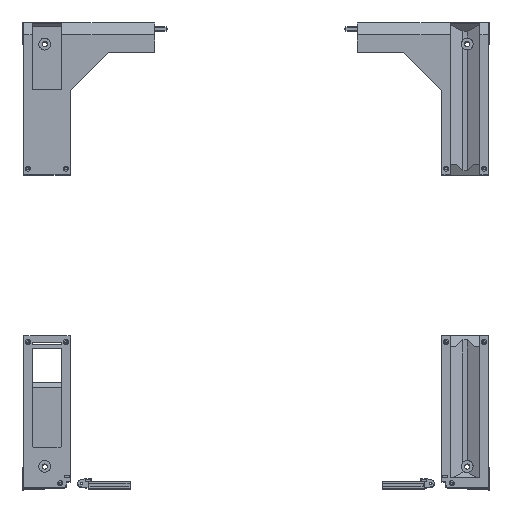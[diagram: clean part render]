
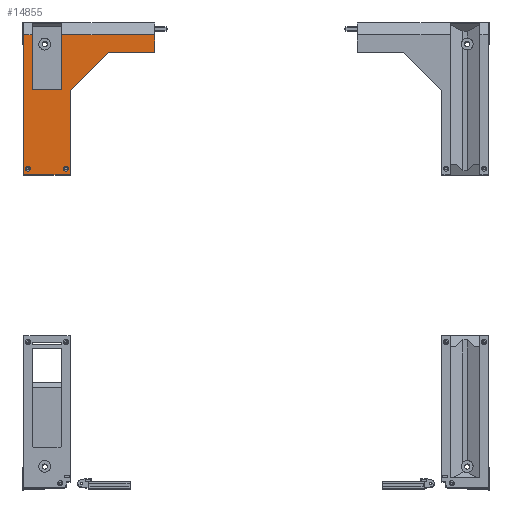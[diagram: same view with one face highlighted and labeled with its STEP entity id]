
A CAD part, top view. The second image highlights one B-rep face of the part: STEP entity #14855.
In plain terms, the highlighted planar face has unit normal (0, 0, 1).
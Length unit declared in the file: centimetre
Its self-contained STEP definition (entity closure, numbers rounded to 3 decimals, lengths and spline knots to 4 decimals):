
#294=FACE_BOUND($,#1999,.T.);
#295=FACE_BOUND($,#2000,.T.);
#508=CIRCLE($,#15800,0.3);
#509=CIRCLE($,#15801,0.3);
#1074=FACE_OUTER_BOUND($,#1998,.T.);
#1998=EDGE_LOOP($,(#12310,#12311,#12312,#12313,#12314,#12315,#12316,#12317,
#12318,#12319,#12320));
#1999=EDGE_LOOP($,(#12321));
#2000=EDGE_LOOP($,(#12322));
#3600=LINE($,#22826,#5445);
#3601=LINE($,#22828,#5446);
#3602=LINE($,#22830,#5447);
#3603=LINE($,#22832,#5448);
#3604=LINE($,#22834,#5449);
#3605=LINE($,#22836,#5450);
#3606=LINE($,#22838,#5451);
#3607=LINE($,#22840,#5452);
#3608=LINE($,#22842,#5453);
#3609=LINE($,#22844,#5454);
#3610=LINE($,#22845,#5455);
#5445=VECTOR($,#18682,5.5);
#5446=VECTOR($,#18683,10.);
#5447=VECTOR($,#18684,6.364);
#5448=VECTOR($,#18685,5.5);
#5449=VECTOR($,#18686,2.1);
#5450=VECTOR($,#18687,11.);
#5451=VECTOR($,#18688,6.5241);
#5452=VECTOR($,#18689,3.5);
#5453=VECTOR($,#18690,6.5241);
#5454=VECTOR($,#18691,1.);
#5455=VECTOR($,#18692,16.6);
#7014=VERTEX_POINT($,#22824);
#7015=VERTEX_POINT($,#22825);
#7016=VERTEX_POINT($,#22827);
#7017=VERTEX_POINT($,#22829);
#7018=VERTEX_POINT($,#22831);
#7019=VERTEX_POINT($,#22833);
#7020=VERTEX_POINT($,#22835);
#7021=VERTEX_POINT($,#22837);
#7022=VERTEX_POINT($,#22839);
#7023=VERTEX_POINT($,#22841);
#7024=VERTEX_POINT($,#22843);
#7025=VERTEX_POINT($,#22846);
#7026=VERTEX_POINT($,#22848);
#8867=EDGE_CURVE($,#7014,#7015,#3600,.T.);
#8868=EDGE_CURVE($,#7014,#7016,#3601,.T.);
#8869=EDGE_CURVE($,#7016,#7017,#3602,.T.);
#8870=EDGE_CURVE($,#7018,#7017,#3603,.T.);
#8871=EDGE_CURVE($,#7019,#7018,#3604,.T.);
#8872=EDGE_CURVE($,#7019,#7020,#3605,.T.);
#8873=EDGE_CURVE($,#7021,#7020,#3606,.T.);
#8874=EDGE_CURVE($,#7022,#7021,#3607,.T.);
#8875=EDGE_CURVE($,#7022,#7023,#3608,.T.);
#8876=EDGE_CURVE($,#7023,#7024,#3609,.T.);
#8877=EDGE_CURVE($,#7015,#7024,#3610,.T.);
#8878=EDGE_CURVE($,#7025,#7025,#508,.T.);
#8879=EDGE_CURVE($,#7026,#7026,#509,.T.);
#12310=ORIENTED_EDGE($,*,*,#8867,.F.);
#12311=ORIENTED_EDGE($,*,*,#8868,.T.);
#12312=ORIENTED_EDGE($,*,*,#8869,.T.);
#12313=ORIENTED_EDGE($,*,*,#8870,.F.);
#12314=ORIENTED_EDGE($,*,*,#8871,.F.);
#12315=ORIENTED_EDGE($,*,*,#8872,.T.);
#12316=ORIENTED_EDGE($,*,*,#8873,.F.);
#12317=ORIENTED_EDGE($,*,*,#8874,.F.);
#12318=ORIENTED_EDGE($,*,*,#8875,.T.);
#12319=ORIENTED_EDGE($,*,*,#8876,.T.);
#12320=ORIENTED_EDGE($,*,*,#8877,.F.);
#12321=ORIENTED_EDGE($,*,*,#8878,.F.);
#12322=ORIENTED_EDGE($,*,*,#8879,.F.);
#14124=PLANE($,#15799);
#14855=ADVANCED_FACE($,(#1074,#294,#295),#14124,.F.);
#15799=AXIS2_PLACEMENT_3D($,#22823,#18680,#18681);
#15800=AXIS2_PLACEMENT_3D($,#22847,#18693,#18694);
#15801=AXIS2_PLACEMENT_3D($,#22849,#18695,#18696);
#18680=DIRECTION('center_axis',(0.,0.,-1.));
#18681=DIRECTION('ref_axis',(-1.,0.,0.));
#18682=DIRECTION($,(-1.,0.,0.));
#18683=DIRECTION($,(0.,1.,0.));
#18684=DIRECTION($,(0.707,0.707,0.));
#18685=DIRECTION($,(-1.,0.,0.));
#18686=DIRECTION($,(0.,-1.,0.));
#18687=DIRECTION($,(-1.,0.,0.));
#18688=DIRECTION($,(0.,1.,0.));
#18689=DIRECTION($,(1.,0.,0.));
#18690=DIRECTION($,(0.,1.,0.));
#18691=DIRECTION($,(-1.,0.,0.));
#18692=DIRECTION($,(0.,1.,0.));
#18693=DIRECTION('center_axis',(0.,0.,1.));
#18694=DIRECTION('ref_axis',(1.,0.,0.));
#18695=DIRECTION('center_axis',(0.,0.,1.));
#18696=DIRECTION('ref_axis',(1.,0.,0.));
#22823=CARTESIAN_POINT('Origin',(-44.,0.0852,3.5852));
#22824=CARTESIAN_POINT('',(-44.,37.0852,3.5852));
#22825=CARTESIAN_POINT('',(-49.5,37.0852,3.5852));
#22826=CARTESIAN_POINT($,(-46.75,37.0852,3.5852));
#22827=CARTESIAN_POINT('',(-44.,47.0852,3.5852));
#22828=CARTESIAN_POINT($,(-44.,0.0852,3.5852));
#22829=CARTESIAN_POINT('',(-39.5,51.5852,3.5852));
#22830=CARTESIAN_POINT($,(-44.,47.0852,3.5852));
#22831=CARTESIAN_POINT('',(-34.,51.5852,3.5852));
#22832=CARTESIAN_POINT($,(-22.,51.5852,3.5852));
#22833=CARTESIAN_POINT('',(-34.,53.6852,3.5852));
#22834=CARTESIAN_POINT($,(-34.,27.5852,3.5852));
#22835=CARTESIAN_POINT('',(-45.,53.6852,3.5852));
#22836=CARTESIAN_POINT($,(-45.375,53.6852,3.5852));
#22837=CARTESIAN_POINT('',(-45.,47.1611,3.5852));
#22838=CARTESIAN_POINT($,(-45.,0.0852,3.5852));
#22839=CARTESIAN_POINT('',(-48.5,47.1611,3.5852));
#22840=CARTESIAN_POINT($,(-48.5,47.1611,3.5852));
#22841=CARTESIAN_POINT('',(-48.5,53.6852,3.5852));
#22842=CARTESIAN_POINT($,(-48.5,0.0852,3.5852));
#22843=CARTESIAN_POINT('',(-49.5,53.6852,3.5852));
#22844=CARTESIAN_POINT($,(-45.375,53.6852,3.5852));
#22845=CARTESIAN_POINT($,(-49.5,0.0852,3.5852));
#22846=CARTESIAN_POINT('',(-44.8,37.8352,3.5852));
#22847=CARTESIAN_POINT('Origin',(-44.5,37.8352,3.5852));
#22848=CARTESIAN_POINT('',(-49.3,37.8363,3.5852));
#22849=CARTESIAN_POINT('Origin',(-49.,37.8363,3.5852));
